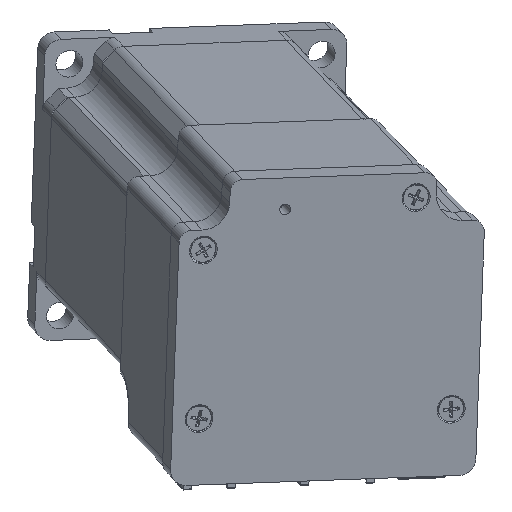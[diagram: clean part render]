
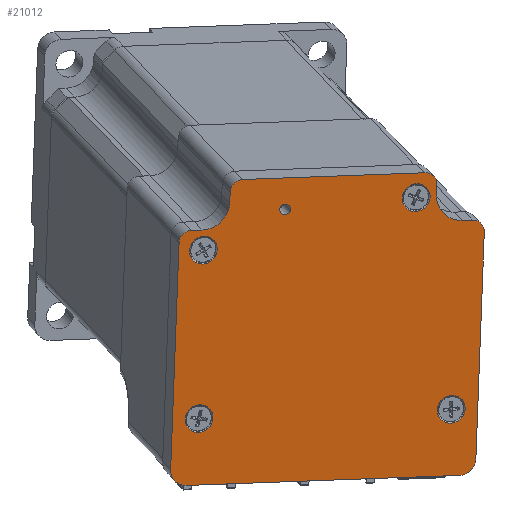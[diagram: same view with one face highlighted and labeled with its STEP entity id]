
A CAD part, front view. The second image highlights one B-rep face of the part: STEP entity #21012.
In plain terms, the highlighted planar face has unit normal (0.257, -0.929, -0.268).
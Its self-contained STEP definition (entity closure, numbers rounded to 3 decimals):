
#20814=CARTESIAN_POINT('',(56.421,50.996,-165.05));
#20815=DIRECTION('',(-0.257,0.929,0.268));
#20816=DIRECTION('',(0.036,-0.268,0.963));
#20817=AXIS2_PLACEMENT_3D('',#20814,#20815,#20816);
#20818=PLANE('',#20817);
#20819=CARTESIAN_POINT('',(80.035,65.168,-191.584));
#20820=VERTEX_POINT('',#20819);
#20821=CARTESIAN_POINT('',(83.04,65.136,-188.588));
#20822=VERTEX_POINT('',#20821);
#20823=CARTESIAN_POINT('',(80.142,64.366,-188.695));
#20824=DIRECTION('',(0.257,-0.929,-0.268));
#20825=DIRECTION('',(-0.036,0.268,-0.963));
#20826=AXIS2_PLACEMENT_3D('',#20823,#20824,#20825);
#20827=CIRCLE('',#20826,3.);
#20828=EDGE_CURVE('',#20820,#20822,#20827,.T.);
#20829=ORIENTED_EDGE('',*,*,#20828,.T.);
#20830=CARTESIAN_POINT('',(84.553,53.762,-147.666));
#20831=VERTEX_POINT('',#20830);
#20832=CARTESIAN_POINT('',(84.553,53.762,-147.666));
#20833=DIRECTION('',(-0.036,0.268,-0.963));
#20834=VECTOR('',#20833,42.5);
#20835=LINE('',#20832,#20834);
#20836=EDGE_CURVE('',#20831,#20822,#20835,.T.);
#20837=ORIENTED_EDGE('',*,*,#20836,.F.);
#20838=CARTESIAN_POINT('',(82.414,52.556,-145.534));
#20839=VERTEX_POINT('',#20838);
#20840=CARTESIAN_POINT('',(82.332,53.171,-147.748));
#20841=DIRECTION('',(0.257,-0.929,-0.268));
#20842=DIRECTION('',(0.966,0.257,0.036));
#20843=AXIS2_PLACEMENT_3D('',#20840,#20841,#20842);
#20844=CIRCLE('',#20843,2.3);
#20845=EDGE_CURVE('',#20831,#20839,#20844,.T.);
#20846=ORIENTED_EDGE('',*,*,#20845,.T.);
#20847=CARTESIAN_POINT('',(80.579,52.068,-145.601));
#20848=VERTEX_POINT('',#20847);
#20849=CARTESIAN_POINT('',(82.414,52.556,-145.534));
#20850=DIRECTION('',(-0.966,-0.257,-0.036));
#20851=VECTOR('',#20850,1.9);
#20852=LINE('',#20849,#20851);
#20853=EDGE_CURVE('',#20839,#20848,#20852,.T.);
#20854=ORIENTED_EDGE('',*,*,#20853,.T.);
#20855=CARTESIAN_POINT('',(75.927,49.447,-140.965));
#20856=VERTEX_POINT('',#20855);
#20857=CARTESIAN_POINT('',(80.757,50.73,-140.787));
#20858=DIRECTION('',(-0.257,0.929,0.268));
#20859=DIRECTION('',(-0.036,0.268,-0.963));
#20860=AXIS2_PLACEMENT_3D('',#20857,#20858,#20859);
#20861=CIRCLE('',#20860,5.0);
#20862=EDGE_CURVE('',#20848,#20856,#20861,.T.);
#20863=ORIENTED_EDGE('',*,*,#20862,.T.);
#20864=CARTESIAN_POINT('',(75.995,48.938,-139.136));
#20865=VERTEX_POINT('',#20864);
#20866=CARTESIAN_POINT('',(75.995,48.938,-139.136));
#20867=DIRECTION('',(-0.036,0.268,-0.963));
#20868=VECTOR('',#20867,1.9);
#20869=LINE('',#20866,#20868);
#20870=EDGE_CURVE('',#20865,#20856,#20869,.T.);
#20871=ORIENTED_EDGE('',*,*,#20870,.F.);
#20872=CARTESIAN_POINT('',(73.856,47.732,-137.003));
#20873=VERTEX_POINT('',#20872);
#20874=CARTESIAN_POINT('',(73.774,48.348,-139.217));
#20875=DIRECTION('',(0.257,-0.929,-0.268));
#20876=DIRECTION('',(0.966,0.257,0.036));
#20877=AXIS2_PLACEMENT_3D('',#20874,#20875,#20876);
#20878=CIRCLE('',#20877,2.3);
#20879=EDGE_CURVE('',#20865,#20873,#20878,.T.);
#20880=ORIENTED_EDGE('',*,*,#20879,.T.);
#20881=CARTESIAN_POINT('',(41.017,39.006,-138.214));
#20882=VERTEX_POINT('',#20881);
#20883=CARTESIAN_POINT('',(41.017,39.006,-138.214));
#20884=DIRECTION('',(0.966,0.257,0.036));
#20885=VECTOR('',#20884,34.);
#20886=LINE('',#20883,#20885);
#20887=EDGE_CURVE('',#20882,#20873,#20886,.T.);
#20888=ORIENTED_EDGE('',*,*,#20887,.F.);
#20889=CARTESIAN_POINT('',(38.714,39.031,-140.51));
#20890=VERTEX_POINT('',#20889);
#20891=CARTESIAN_POINT('',(40.935,39.621,-140.428));
#20892=DIRECTION('',(0.257,-0.929,-0.268));
#20893=DIRECTION('',(0.036,-0.268,0.963));
#20894=AXIS2_PLACEMENT_3D('',#20891,#20892,#20893);
#20895=CIRCLE('',#20894,2.3);
#20896=EDGE_CURVE('',#20882,#20890,#20895,.T.);
#20897=ORIENTED_EDGE('',*,*,#20896,.T.);
#20898=CARTESIAN_POINT('',(38.646,39.539,-142.34));
#20899=VERTEX_POINT('',#20898);
#20900=CARTESIAN_POINT('',(38.714,39.031,-140.51));
#20901=DIRECTION('',(-0.036,0.268,-0.963));
#20902=VECTOR('',#20901,1.9);
#20903=LINE('',#20900,#20902);
#20904=EDGE_CURVE('',#20890,#20899,#20903,.T.);
#20905=ORIENTED_EDGE('',*,*,#20904,.T.);
#20906=CARTESIAN_POINT('',(33.639,39.594,-147.332));
#20907=VERTEX_POINT('',#20906);
#20908=CARTESIAN_POINT('',(33.817,38.256,-142.518));
#20909=DIRECTION('',(-0.257,0.929,0.268));
#20910=DIRECTION('',(0.966,0.257,0.036));
#20911=AXIS2_PLACEMENT_3D('',#20908,#20909,#20910);
#20912=CIRCLE('',#20911,5.);
#20913=EDGE_CURVE('',#20899,#20907,#20912,.T.);
#20914=ORIENTED_EDGE('',*,*,#20913,.T.);
#20915=CARTESIAN_POINT('',(31.804,39.106,-147.4));
#20916=VERTEX_POINT('',#20915);
#20917=CARTESIAN_POINT('',(31.804,39.106,-147.4));
#20918=DIRECTION('',(0.966,0.257,0.036));
#20919=VECTOR('',#20918,1.9);
#20920=LINE('',#20917,#20919);
#20921=EDGE_CURVE('',#20916,#20907,#20920,.T.);
#20922=ORIENTED_EDGE('',*,*,#20921,.F.);
#20923=CARTESIAN_POINT('',(29.5,39.132,-149.696));
#20924=VERTEX_POINT('',#20923);
#20925=CARTESIAN_POINT('',(31.722,39.722,-149.614));
#20926=DIRECTION('',(0.257,-0.929,-0.268));
#20927=DIRECTION('',(0.036,-0.268,0.963));
#20928=AXIS2_PLACEMENT_3D('',#20925,#20926,#20927);
#20929=CIRCLE('',#20928,2.3);
#20930=EDGE_CURVE('',#20916,#20924,#20929,.T.);
#20931=ORIENTED_EDGE('',*,*,#20930,.T.);
#20932=CARTESIAN_POINT('',(27.987,50.506,-190.618));
#20933=VERTEX_POINT('',#20932);
#20934=CARTESIAN_POINT('',(27.987,50.506,-190.618));
#20935=DIRECTION('',(0.036,-0.268,0.963));
#20936=VECTOR('',#20935,42.5);
#20937=LINE('',#20934,#20936);
#20938=EDGE_CURVE('',#20933,#20924,#20937,.T.);
#20939=ORIENTED_EDGE('',*,*,#20938,.F.);
#20940=CARTESIAN_POINT('',(30.777,52.078,-193.4));
#20941=VERTEX_POINT('',#20940);
#20942=CARTESIAN_POINT('',(30.884,51.276,-190.511));
#20943=DIRECTION('',(0.257,-0.929,-0.268));
#20944=DIRECTION('',(-0.966,-0.257,-0.036));
#20945=AXIS2_PLACEMENT_3D('',#20942,#20943,#20944);
#20946=CIRCLE('',#20945,3.);
#20947=EDGE_CURVE('',#20933,#20941,#20946,.T.);
#20948=ORIENTED_EDGE('',*,*,#20947,.T.);
#20949=CARTESIAN_POINT('',(80.035,65.168,-191.584));
#20950=DIRECTION('',(-0.966,-0.257,-0.036));
#20951=VECTOR('',#20950,51.);
#20952=LINE('',#20949,#20951);
#20953=EDGE_CURVE('',#20820,#20941,#20952,.T.);
#20954=ORIENTED_EDGE('',*,*,#20953,.F.);
#20955=EDGE_LOOP('',(#20829,#20837,#20846,#20854,#20863,#20871,#20880,#20888,#20897,#20905,#20914,#20922,#20931,#20939,#20948,#20954));
#20956=FACE_OUTER_BOUND('',#20955,.T.);
#20957=CARTESIAN_POINT('',(69.753,47.916,-141.575));
#20958=VERTEX_POINT('',#20957);
#20959=CARTESIAN_POINT('',(72.265,48.584,-141.483));
#20960=DIRECTION('',(-0.257,0.929,0.268));
#20961=DIRECTION('',(-0.966,-0.257,-0.036));
#20962=AXIS2_PLACEMENT_3D('',#20959,#20960,#20961);
#20963=CIRCLE('',#20962,2.6);
#20964=EDGE_CURVE('',#20958,#20958,#20963,.T.);
#20965=ORIENTED_EDGE('',*,*,#20964,.T.);
#20966=EDGE_LOOP('',(#20965));
#20967=FACE_BOUND('',#20966,.T.);
#20968=CARTESIAN_POINT('',(76.084,60.669,-179.759));
#20969=VERTEX_POINT('',#20968);
#20970=CARTESIAN_POINT('',(78.595,61.336,-179.667));
#20971=DIRECTION('',(-0.257,0.929,0.268));
#20972=DIRECTION('',(0.966,0.257,0.036));
#20973=AXIS2_PLACEMENT_3D('',#20970,#20971,#20972);
#20974=CIRCLE('',#20973,2.6);
#20975=EDGE_CURVE('',#20969,#20969,#20974,.T.);
#20976=ORIENTED_EDGE('',*,*,#20975,.T.);
#20977=EDGE_LOOP('',(#20976));
#20978=FACE_BOUND('',#20977,.T.);
#20979=CARTESIAN_POINT('',(30.593,48.58,-181.437));
#20980=VERTEX_POINT('',#20979);
#20981=CARTESIAN_POINT('',(33.104,49.247,-181.344));
#20982=DIRECTION('',(-0.257,0.929,0.268));
#20983=DIRECTION('',(0.966,0.257,0.036));
#20984=AXIS2_PLACEMENT_3D('',#20981,#20982,#20983);
#20985=CIRCLE('',#20984,2.6);
#20986=EDGE_CURVE('',#20980,#20980,#20985,.T.);
#20987=ORIENTED_EDGE('',*,*,#20986,.T.);
#20988=EDGE_LOOP('',(#20987));
#20989=FACE_BOUND('',#20988,.T.);
#20990=CARTESIAN_POINT('',(31.377,40.04,-151.048));
#20991=VERTEX_POINT('',#20990);
#20992=CARTESIAN_POINT('',(33.888,40.707,-150.955));
#20993=DIRECTION('',(-0.257,0.929,0.268));
#20994=DIRECTION('',(-0.966,-0.257,-0.036));
#20995=AXIS2_PLACEMENT_3D('',#20992,#20993,#20994);
#20996=CIRCLE('',#20995,2.6);
#20997=EDGE_CURVE('',#20991,#20991,#20996,.T.);
#20998=ORIENTED_EDGE('',*,*,#20997,.T.);
#20999=EDGE_LOOP('',(#20998));
#21000=FACE_BOUND('',#20999,.T.);
#21001=CARTESIAN_POINT('',(49.596,42.92,-143.571));
#21002=VERTEX_POINT('',#21001);
#21003=CARTESIAN_POINT('',(48.63,42.664,-143.606));
#21004=DIRECTION('',(-0.257,0.929,0.268));
#21005=DIRECTION('',(-0.966,-0.257,-0.036));
#21006=AXIS2_PLACEMENT_3D('',#21003,#21004,#21005);
#21007=CIRCLE('',#21006,1.0);
#21008=EDGE_CURVE('',#21002,#21002,#21007,.T.);
#21009=ORIENTED_EDGE('',*,*,#21008,.T.);
#21010=EDGE_LOOP('',(#21009));
#21011=FACE_BOUND('',#21010,.T.);
#21012=ADVANCED_FACE('',(#20956,#20967,#20978,#20989,#21000,#21011),#20818,.F.);
